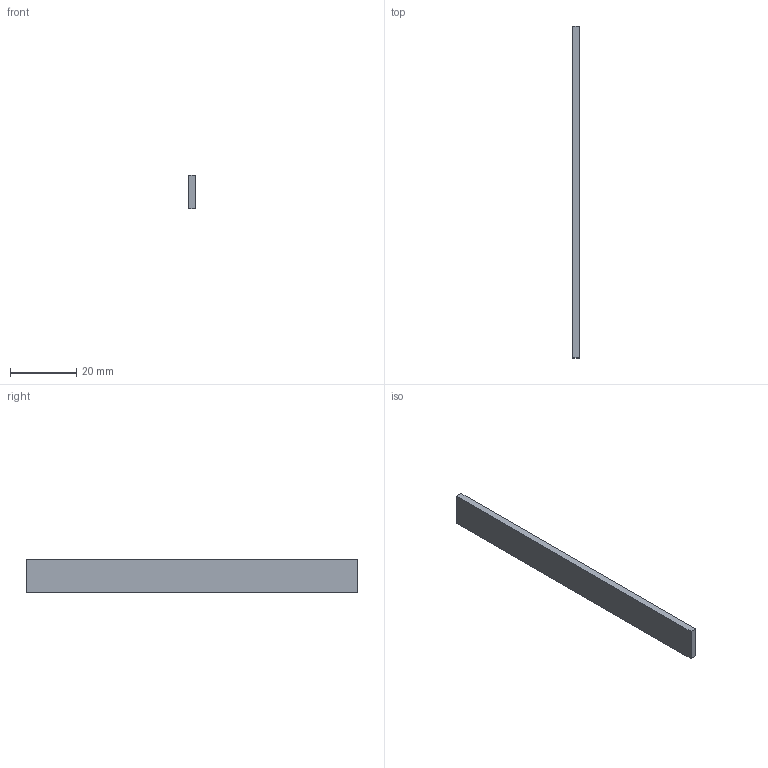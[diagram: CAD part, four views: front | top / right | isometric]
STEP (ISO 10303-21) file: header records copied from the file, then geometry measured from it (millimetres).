
FILE_DESCRIPTION(('CATIA V5 STEP Exchange','CAx-IF Rec.Pracs.--- Model Styling and Organization---1.5--- 2016-08-15','CAx-IF Rec.Pracs.---Supplemental Geometry---1.0---2011-11-01','CAx-IF Rec.Pracs.--- Composite Materials ---3.4---2017-06-13','CAx-IF Rec.Pracs.---Tessellated 3D Geometry---1.0---2015-12-17'),'2;1');
FILE_NAME('guide_translation.stp','2025-07-23T17:19:00+00:00',('none'),('none'),'CATIA Version 5-6 Release 2023','CATIA V5 STEP AP242 v2','none');
FILE_SCHEMA(('AP242_MANAGED_MODEL_BASED_3D_ENGINEERING_MIM_LF {1 0 10303 442 1 1 4}'));
Length unit declared in the file: millimetre
Products named in the file (1): guide_translation
Bounding box: 2 x 100 x 10 mm (x, y, z)
Volume: 2000 mm3; surface area: 2440 mm2
Topology: 1 solids, 1 shells, 6 faces, 12 edges, 8 vertices
Faces by surface type: plane 6
Entity records: 205 total; most frequent: CARTESIAN_POINT 30, DIRECTION 30, ORIENTED_EDGE 24, VECTOR 12, LINE 12, EDGE_CURVE 12, AXIS2_PLACEMENT_3D 10, PLANE 8
